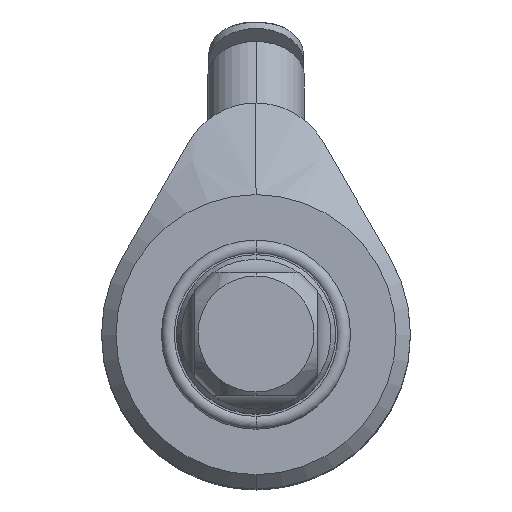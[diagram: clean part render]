
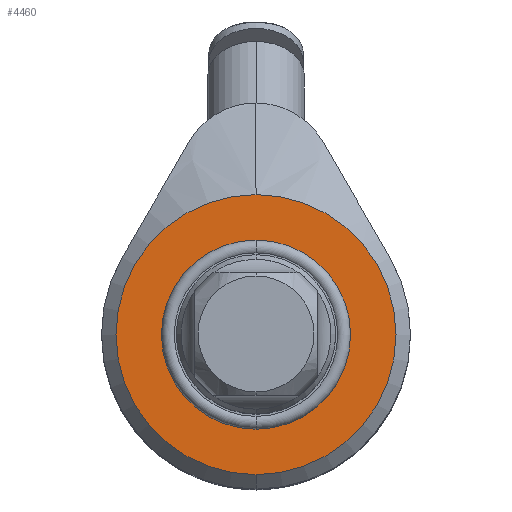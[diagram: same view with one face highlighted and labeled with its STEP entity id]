
A CAD part, top view. The second image highlights one B-rep face of the part: STEP entity #4460.
In plain terms, the highlighted planar face has unit normal (0, 0, 1).
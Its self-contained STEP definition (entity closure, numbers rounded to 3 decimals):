
#1490=CARTESIAN_POINT('',(0.,0.,42.5));
#1491=DIRECTION('',(0.,0.,1.));
#1492=DIRECTION('',(0.,1.,0.));
#1493=AXIS2_PLACEMENT_3D('',#1490,#1491,#1492);
#1495=CARTESIAN_POINT('',(0.,0.,42.5));
#1496=DIRECTION('',(0.,0.,-1.));
#1497=DIRECTION('',(0.,1.,0.));
#1498=AXIS2_PLACEMENT_3D('',#1495,#1496,#1497);
#1500=CARTESIAN_POINT('',(0.,0.,42.5));
#1501=DIRECTION('',(0.,0.,1.));
#1502=DIRECTION('',(0.,-1.,0.));
#1503=AXIS2_PLACEMENT_3D('',#1500,#1501,#1502);
#1505=CARTESIAN_POINT('',(0.,0.,42.5));
#1506=DIRECTION('',(0.,0.,1.));
#1507=DIRECTION('',(0.,1.,0.));
#1508=AXIS2_PLACEMENT_3D('',#1505,#1506,#1507);
#2301=CARTESIAN_POINT('',(0.,14.5,42.5));
#2302=CARTESIAN_POINT('',(0.,-14.5,42.5));
#2303=VERTEX_POINT('',#2301);
#2304=VERTEX_POINT('',#2302);
#2405=CARTESIAN_POINT('',(0.,-9.25,42.5));
#2406=CARTESIAN_POINT('',(0.,9.25,42.5));
#2407=VERTEX_POINT('',#2405);
#2408=VERTEX_POINT('',#2406);
#4445=CARTESIAN_POINT('',(0.,0.,42.5));
#4446=DIRECTION('',(0.,0.,-1.));
#4447=DIRECTION('',(0.,-1.,0.));
#4448=AXIS2_PLACEMENT_3D('',#4445,#4446,#4447);
#4449=PLANE('',#4448);
#4450=ORIENTED_EDGE('',*,*,#2432,.F.);
#4451=ORIENTED_EDGE('',*,*,#2481,.T.);
#4452=EDGE_LOOP('',(#4450,#4451));
#4453=FACE_OUTER_BOUND('',#4452,.F.);
#4455=ORIENTED_EDGE('',*,*,#4454,.T.);
#4457=ORIENTED_EDGE('',*,*,#4456,.T.);
#4458=EDGE_LOOP('',(#4455,#4457));
#4459=FACE_BOUND('',#4458,.F.);
#4460=ADVANCED_FACE('',(#4453,#4459),#4449,.F.);
#1494=CIRCLE('',#1493,14.5);
#1499=CIRCLE('',#1498,14.5);
#1504=CIRCLE('',#1503,9.25);
#1509=CIRCLE('',#1508,9.25);
#2432=EDGE_CURVE('',#2303,#2304,#1494,.T.);
#2481=EDGE_CURVE('',#2303,#2304,#1499,.T.);
#4454=EDGE_CURVE('',#2407,#2408,#1504,.T.);
#4456=EDGE_CURVE('',#2408,#2407,#1509,.T.);
